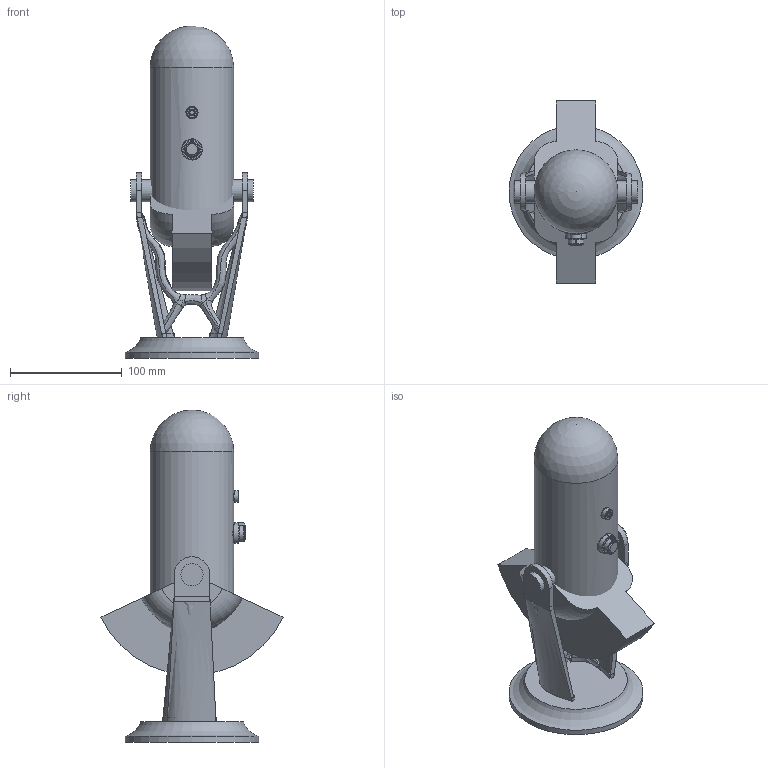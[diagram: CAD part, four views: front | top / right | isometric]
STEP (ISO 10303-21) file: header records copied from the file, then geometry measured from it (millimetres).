
FILE_DESCRIPTION(/* description */ (''),/* implementation_level */ '2;1');
FILE_NAME(/* name */ 'MicStand-2.step',/* time_stamp */ '2023-04-30T12:55:10-04:00',/* author */ (''),/* organization */ (''),/* preprocessor_version */ 'ST-DEVELOPER v19.2',/* originating_system */ 'Autodesk Translation Framework v12.4.0.73',/* authorisation */ '');
FILE_SCHEMA (('AUTOMOTIVE_DESIGN { 1 0 10303 214 3 1 1 }'));
Length unit declared in the file: millimetre
Products named in the file (3): MicStand-2; Original Connection; New Connection
Assembly tree (2 placements, depth 2):
  MicStand-2
    Original Connection
    New Connection
Bounding box: 120 x 163.14 x 297.5 mm (x, y, z)
Volume: 1481429.6 mm3; surface area: 157415.3 mm2
Topology: 9 solids, 9 shells, 137 faces, 320 edges, 207 vertices
Faces by surface type: plane 62, bspline 47, cylinder 16, torus 9, cone 2, sphere 1
Full cylindrical faces by diameter (mm): 2 x2, 4.472 x1, 10 x1, 20 x3, 75 x1, 120 x1
Entity records: 12290 total; most frequent: CARTESIAN_POINT 9366, ORIENTED_EDGE 634, DIRECTION 445, EDGE_CURVE 317, VERTEX_POINT 207, AXIS2_PLACEMENT_3D 154, EDGE_LOOP 150, FACE_OUTER_BOUND 137
